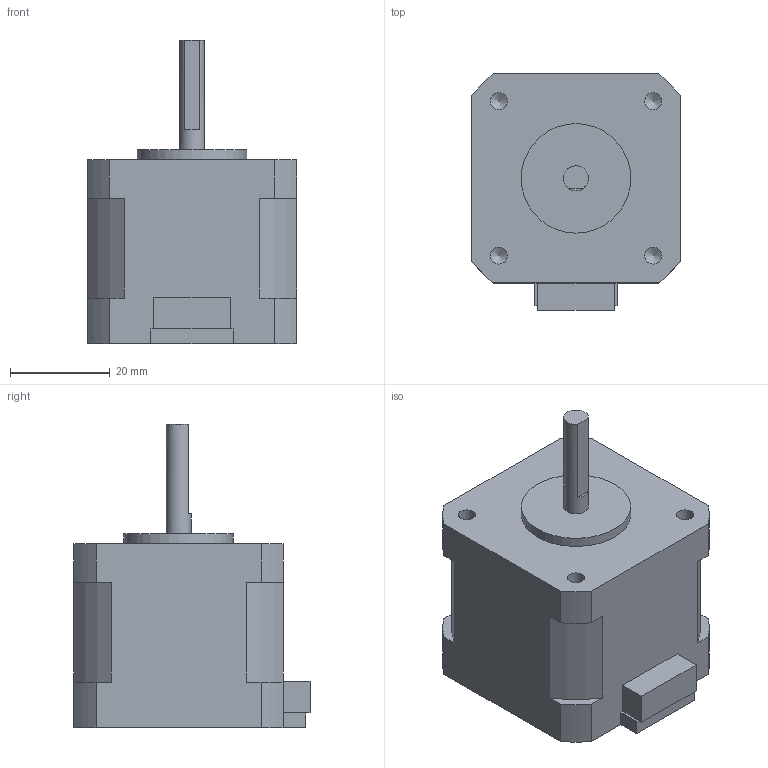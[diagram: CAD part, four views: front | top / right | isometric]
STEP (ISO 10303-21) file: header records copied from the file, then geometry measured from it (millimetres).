
FILE_DESCRIPTION(('FreeCAD Model'),'2;1');
FILE_NAME('Open CASCADE Shape Model','2022-10-27T23:44:45',('Author'),( ''),'Open CASCADE STEP processor 7.5','FreeCAD','Unknown');
FILE_SCHEMA(('AUTOMOTIVE_DESIGN { 1 0 10303 214 1 1 1 1 }'));
Length unit declared in the file: millimetre
Products named in the file (2): NEMA17-42A0C-Part; NEMA17-42A02C-Body
Assembly tree (1 placements, depth 2):
  NEMA17-42A0C-Part
    NEMA17-42A02C-Body
Bounding box: 42 x 47.4 x 61 mm (x, y, z)
Volume: 64454.5 mm3; surface area: 10286.1 mm2
Topology: 1 solids, 1 shells, 50 faces, 133 edges, 87 vertices
Faces by surface type: plane 28, cylinder 18, cone 4
Full cylindrical faces by diameter (mm): 3.4 x4, 5 x1, 22 x1
Entity records: 3271 total; most frequent: CARTESIAN_POINT 562, DIRECTION 524, LINE 313, VECTOR 313, ORIENTED_EDGE 258, PCURVE 258, DEFINITIONAL_REPRESENTATION 258, EDGE_CURVE 129
